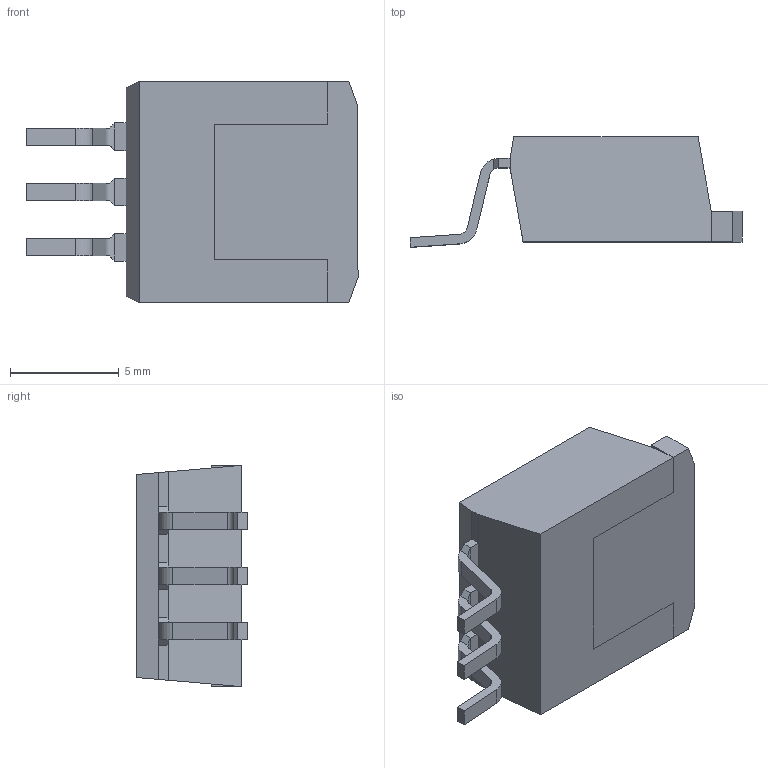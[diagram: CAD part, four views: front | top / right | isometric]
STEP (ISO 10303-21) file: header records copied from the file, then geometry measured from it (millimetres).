
FILE_DESCRIPTION (( 'STEP AP214' ), '1' );
FILE_NAME ('KTT3 (4200577-3-g-01-13).STEP', '2020-09-23T18:15:39', ( '' ), ( '' ), 'SwSTEP 2.0', 'SolidWorks 2017', '' );
FILE_SCHEMA (( 'AUTOMOTIVE_DESIGN' ));
Length unit declared in the file: millimetre
Products named in the file (1): KTT3 (4200577-3-g-01-13)
Bounding box: 15.24 x 5.08 x 10.16 mm (x, y, z)
Volume: 440.7 mm3; surface area: 556.2 mm2
Topology: 5 solids, 5 shells, 86 faces, 214 edges, 138 vertices
Faces by surface type: plane 74, cylinder 12
Entity records: 2580 total; most frequent: CARTESIAN_POINT 475, ORIENTED_EDGE 428, DIRECTION 400, EDGE_CURVE 214, LINE 178, VECTOR 178, VERTEX_POINT 138, AXIS2_PLACEMENT_3D 111
